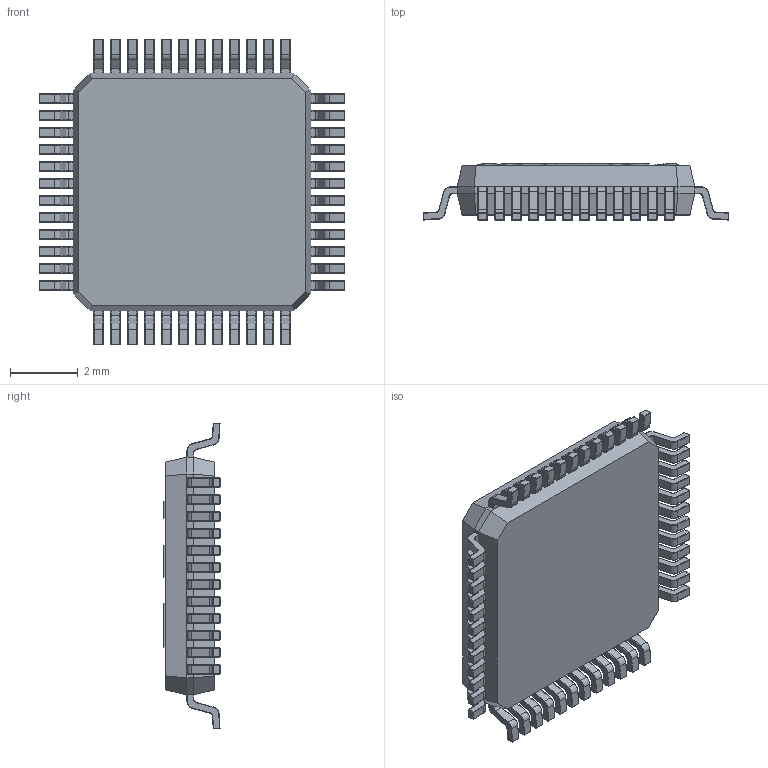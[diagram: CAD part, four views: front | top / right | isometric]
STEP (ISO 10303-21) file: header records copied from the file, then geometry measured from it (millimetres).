
FILE_DESCRIPTION((''),'2;1');
FILE_NAME('LQFP48_ASM','2015-01-15T',('Gavin'),(''),'PRO/ENGINEER BY PARAMETRIC TECHNOLOGY CORPORATION, 2006020','PRO/ENGINEER BY PARAMETRIC TECHNOLOGY CORPORATION, 2006020','');
FILE_SCHEMA(('AUTOMOTIVE_DESIGN_CC2 { 1 2 10303 214 -1 1 5 2 }'));
Length unit declared in the file: centimetre
Products named in the file (5): USER_LIBRARY-LQFP48_GRID_0-3644; USER_LIBRARY-LQFP48_GRID_0-1682; USER_LIBRARY-LQFP48_GRID_0_5_AN_ASM; _LQFP48; LQFP48_ASM
Assembly tree (51 placements, depth 3):
  LQFP48_ASM
    USER_LIBRARY-LQFP48_GRID_0_5_AN_ASM
      USER_LIBRARY-LQFP48_GRID_0-3644  x48
      USER_LIBRARY-LQFP48_GRID_0-1682
    _LQFP48
Bounding box: 9 x 1.65 x 9 mm (x, y, z)
Volume: 73.2 mm3; surface area: 226.8 mm2
Topology: 49 solids, 49 shells, 2916 faces, 6872 edges, 3696 vertices
Faces by surface type: cylinder 1154, plane 994, sphere 384, torus 384
Entity records: 18838 total; most frequent: CARTESIAN_POINT 3241, ORIENTED_EDGE 3106, DIRECTION 2956, EDGE_CURVE 1553, VECTOR 1492, LINE 1492, VERTEX_POINT 1017, AXIS2_PLACEMENT_3D 732
